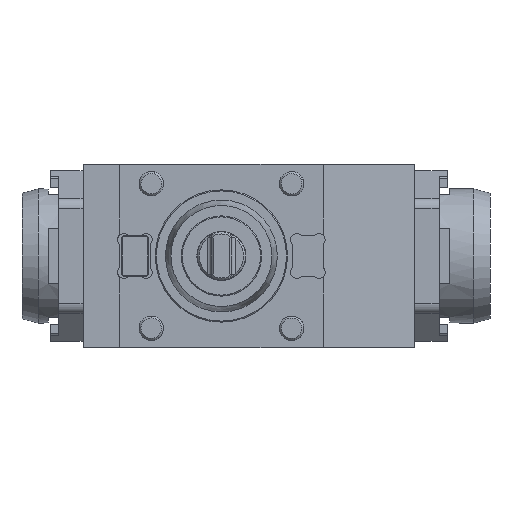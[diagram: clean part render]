
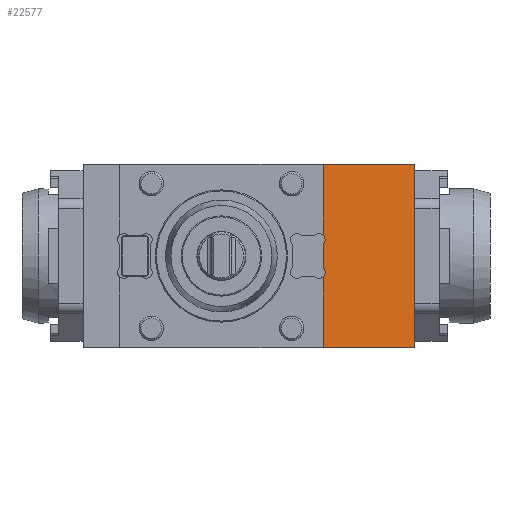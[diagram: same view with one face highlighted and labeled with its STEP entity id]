
A CAD part, front view. The second image highlights one B-rep face of the part: STEP entity #22577.
In plain terms, the highlighted planar face has unit normal (0.131, -0.991, 0).
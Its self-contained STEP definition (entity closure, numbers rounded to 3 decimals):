
#274 = ORIENTED_EDGE ( 'NONE', *, *, #19741, .F. ) ;
#579 = CARTESIAN_POINT ( 'NONE',  ( 49.425, -64.5, -45. ) ) ;
#1848 = ORIENTED_EDGE ( 'NONE', *, *, #24387, .F. ) ;
#1858 = CARTESIAN_POINT ( 'NONE',  ( 50., -64.424, -10.236 ) ) ;
#1957 = LINE ( 'NONE', #579, #6551 ) ;
#2963 = CARTESIAN_POINT ( 'NONE',  ( 95., -58.5, 54. ) ) ;
#3081 = VECTOR ( 'NONE', #17433, 1000. ) ;
#3927 = CARTESIAN_POINT ( 'NONE',  ( 50., -64.424, -45. ) ) ;
#3970 = ORIENTED_EDGE ( 'NONE', *, *, #8379, .F. ) ;
#5150 = ORIENTED_EDGE ( 'NONE', *, *, #15144, .F. ) ;
#5316 = DIRECTION ( 'NONE',  ( -0.131, 0.991, 0. ) ) ;
#5548 = LINE ( 'NONE', #13240, #20512 ) ;
#5562 = CARTESIAN_POINT ( 'NONE',  ( -52.421, -77.908, 45. ) ) ;
#5569 = LINE ( 'NONE', #3927, #24107 ) ;
#6115 = VERTEX_POINT ( 'NONE', #17104 ) ;
#6466 = ORIENTED_EDGE ( 'NONE', *, *, #22508, .F. ) ;
#6551 = VECTOR ( 'NONE', #21198, 1000. ) ;
#6773 = LINE ( 'NONE', #2963, #9008 ) ;
#6898 = DIRECTION ( 'NONE',  ( 0., 0., -1. ) ) ;
#6984 = CARTESIAN_POINT ( 'NONE',  ( 50., -64.424, -5.764 ) ) ;
#7936 = CARTESIAN_POINT ( 'NONE',  ( 51.429, -64.236, 7.042 ) ) ;
#8379 = EDGE_CURVE ( 'NONE', #11662, #12791, #5548, .T. ) ;
#8648 = CARTESIAN_POINT ( 'NONE',  ( 51.429, -64.236, -8.958 ) ) ;
#9008 = VECTOR ( 'NONE', #6898, 1000. ) ;
#9369 = LINE ( 'NONE', #5562, #3081 ) ;
#9720 = CARTESIAN_POINT ( 'NONE',  ( 95., -58.5, 45. ) ) ;
#9762 = VERTEX_POINT ( 'NONE', #9962 ) ;
#9916 = VERTEX_POINT ( 'NONE', #9720 ) ;
#9962 = CARTESIAN_POINT ( 'NONE',  ( 50., -64.424, -45. ) ) ;
#10413 = VERTEX_POINT ( 'NONE', #1858 ) ;
#11548 = CARTESIAN_POINT ( 'NONE',  ( 51.429, -64.236, 8.958 ) ) ;
#11662 = VERTEX_POINT ( 'NONE', #22403 ) ;
#12072 = DIRECTION ( 'NONE',  ( 0., 0., 1. ) ) ;
#12168 =( BOUNDED_CURVE ( )  B_SPLINE_CURVE ( 3, ( #22883, #7936, #11548, #19495 ),
 .UNSPECIFIED., .F., .T. ) 
 B_SPLINE_CURVE_WITH_KNOTS ( ( 4, 4 ),
 ( 2.301, 3.983 ),
 .UNSPECIFIED. ) 
 CURVE ( )  GEOMETRIC_REPRESENTATION_ITEM ( )  RATIONAL_B_SPLINE_CURVE ( ( 1., 0.778, 0.778, 1. ) ) 
 REPRESENTATION_ITEM ( '' )  );
#12791 = VERTEX_POINT ( 'NONE', #18479 ) ;
#12949 = ORIENTED_EDGE ( 'NONE', *, *, #18697, .F. ) ;
#13240 = CARTESIAN_POINT ( 'NONE',  ( 50., -64.424, -45. ) ) ;
#13245 = FACE_OUTER_BOUND ( 'NONE', #19655, .T. ) ;
#13262 = DIRECTION ( 'NONE',  ( 0., 0., 1. ) ) ;
#14352 = EDGE_CURVE ( 'NONE', #9762, #10413, #5569, .T. ) ;
#14697 = LINE ( 'NONE', #20321, #15306 ) ;
#14755 =( BOUNDED_CURVE ( )  B_SPLINE_CURVE ( 3, ( #18315, #8648, #16317, #6984 ),
 .UNSPECIFIED., .F., .F. ) 
 B_SPLINE_CURVE_WITH_KNOTS ( ( 4, 4 ),
 ( 2.301, 3.983 ),
 .UNSPECIFIED. ) 
 CURVE ( )  GEOMETRIC_REPRESENTATION_ITEM ( )  RATIONAL_B_SPLINE_CURVE ( ( 1., 0.778, 0.778, 1. ) ) 
 REPRESENTATION_ITEM ( '' )  );
#15144 = EDGE_CURVE ( 'NONE', #22179, #6115, #14697, .T. ) ;
#15306 = VECTOR ( 'NONE', #24113, 1000. ) ;
#16317 = CARTESIAN_POINT ( 'NONE',  ( 51.429, -64.236, -7.042 ) ) ;
#16366 = AXIS2_PLACEMENT_3D ( 'NONE', #24579, #5316, #20779 ) ;
#17104 = CARTESIAN_POINT ( 'NONE',  ( 50., -64.424, 5.764 ) ) ;
#17433 = DIRECTION ( 'NONE',  ( 0.991, 0.131, 0. ) ) ;
#18315 = CARTESIAN_POINT ( 'NONE',  ( 50., -64.424, -10.236 ) ) ;
#18379 = VERTEX_POINT ( 'NONE', #20621 ) ;
#18479 = CARTESIAN_POINT ( 'NONE',  ( 50., -64.424, 45. ) ) ;
#18697 = EDGE_CURVE ( 'NONE', #18379, #9762, #1957, .T. ) ;
#18950 = CARTESIAN_POINT ( 'NONE',  ( 50., -64.424, -5.764 ) ) ;
#19495 = CARTESIAN_POINT ( 'NONE',  ( 50., -64.424, 10.236 ) ) ;
#19655 = EDGE_LOOP ( 'NONE', ( #12949, #274, #1848, #3970, #24779, #5150, #6466, #24832 ) ) ;
#19741 = EDGE_CURVE ( 'NONE', #9916, #18379, #6773, .T. ) ;
#20321 = CARTESIAN_POINT ( 'NONE',  ( 50., -64.424, -45. ) ) ;
#20512 = VECTOR ( 'NONE', #12072, 1000. ) ;
#20621 = CARTESIAN_POINT ( 'NONE',  ( 95., -58.5, -45. ) ) ;
#20779 = DIRECTION ( 'NONE',  ( 0., 0., 1. ) ) ;
#20824 = EDGE_CURVE ( 'NONE', #6115, #11662, #12168, .T. ) ;
#21198 = DIRECTION ( 'NONE',  ( -0.991, -0.131, 0. ) ) ;
#22179 = VERTEX_POINT ( 'NONE', #18950 ) ;
#22403 = CARTESIAN_POINT ( 'NONE',  ( 50., -64.424, 10.236 ) ) ;
#22508 = EDGE_CURVE ( 'NONE', #10413, #22179, #14755, .T. ) ;
#22577 = ADVANCED_FACE ( 'Defeature completata1_49', ( #13245 ), #22692, .F. ) ;
#22692 = PLANE ( 'NONE',  #16366 ) ;
#22883 = CARTESIAN_POINT ( 'NONE',  ( 50., -64.424, 5.764 ) ) ;
#24107 = VECTOR ( 'NONE', #13262, 1000. ) ;
#24113 = DIRECTION ( 'NONE',  ( 0., 0., 1. ) ) ;
#24387 = EDGE_CURVE ( 'NONE', #12791, #9916, #9369, .T. ) ;
#24579 = CARTESIAN_POINT ( 'NONE',  ( 49.425, -64.5, -45. ) ) ;
#24779 = ORIENTED_EDGE ( 'NONE', *, *, #20824, .F. ) ;
#24832 = ORIENTED_EDGE ( 'NONE', *, *, #14352, .F. ) ;
